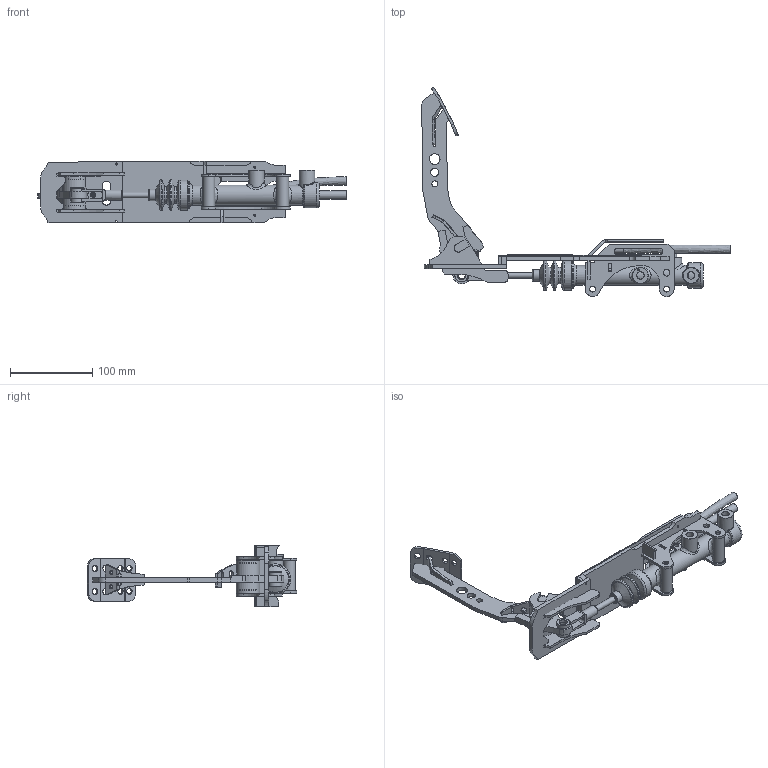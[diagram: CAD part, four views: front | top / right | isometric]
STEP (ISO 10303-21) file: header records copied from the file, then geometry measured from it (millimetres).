
FILE_DESCRIPTION(/* description */ (''),/* implementation_level */ '2;1');
FILE_NAME(/* name */ 'Floor Mounted Brake Pedal Assembly.step',/* time_stamp */ '2025-12-01T11:16:28+05:30',/* author */ (''),/* organization */ (''),/* preprocessor_version */ 'ST-DEVELOPER v20.1',/* originating_system */ 'Autodesk Translation Framework v14.21.0.0',/* authorisation */ '');
FILE_SCHEMA (('AUTOMOTIVE_DESIGN { 1 0 10303 214 3 1 1 }'));
Products named in the file (12): Floor Mounted Brake Pedal Assembly; Pedl new; Base; 90591A100_Zinc-Plated Steel Hex Nut; 90353A178_Steel Pan Head Slotted Screws; 96445A340_Flanged Knurled-Head Thumb Nut; 93475A196_18-8 Stainless Steel Washer; 90591A270_Zinc-Plated Steel Hex Nut; Brake; #42467; Component1; Component2
Assembly tree (13 placements, depth 4):
  Floor Mounted Brake Pedal Assembly
    Pedl new
      Base
        90591A100_Zinc-Plated Steel Hex Nut
        90353A178_Steel Pan Head Slotted Screws
        96445A340_Flanged Knurled-Head Thumb Nut
        93475A196_18-8 Stainless Steel Washer  x2
        90591A270_Zinc-Plated Steel Hex Nut  x2
      Brake
      #42467
        Component1
        Component2
Bounding box: 374.05 x 253.99 x 74.95 mm (x, y, z)
Volume: 347894.3 mm3; surface area: 200178.9 mm2
Topology: 32 solids, 33 shells, 919 faces, 2390 edges, 1525 vertices
Faces by surface type: cylinder 378, plane 355, bspline 84, cone 72, torus 30
Full cylindrical faces by diameter (mm): 2.5 x2, 2.721 x48, 3.5 x54, 5 x3, 6.843 x3, 7 x17, 8 x6, 8.4 x2, 8.826 x1, 9 x2, 9.9 x2, 10 x3, 12.137 x1, 13 x1, 13.799 x1, 14.5 x2, 15.9 x2, 16 x4, 17 x2, 19 x2, 20 x2, 20.256 x2, 21 x1, 24.25 x1, 26.8 x2, 27 x2, 29 x1, 31.05 x1, 31.696 x1, 32.671 x1
Entity records: 42489 total; most frequent: CARTESIAN_POINT 20679, ORIENTED_EDGE 4612, DIRECTION 4202, EDGE_CURVE 2306, AXIS2_PLACEMENT_3D 1495, VERTEX_POINT 1483, LINE 1212, VECTOR 1212
